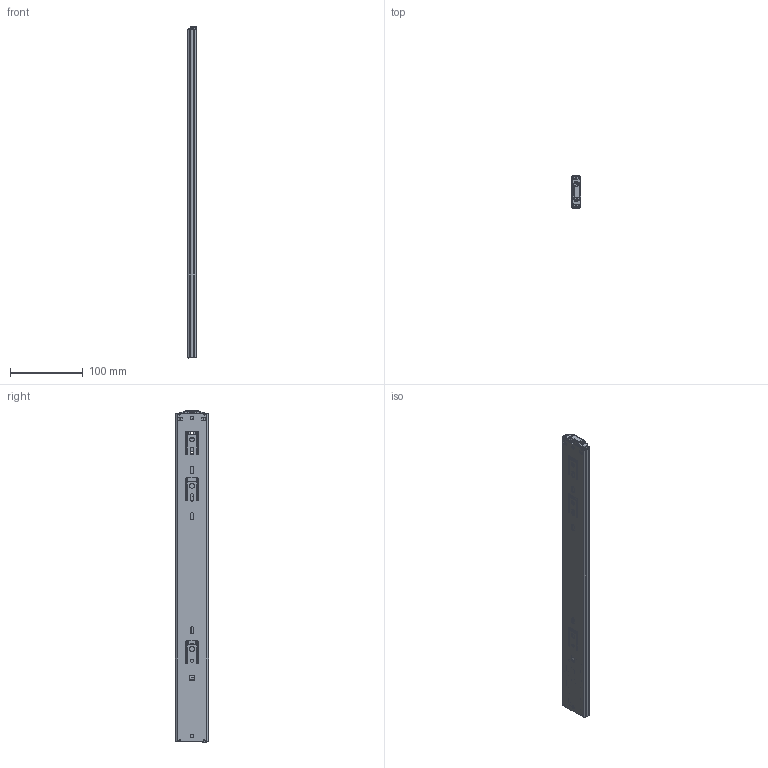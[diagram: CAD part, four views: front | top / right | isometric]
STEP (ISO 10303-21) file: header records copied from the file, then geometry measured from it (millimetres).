
FILE_DESCRIPTION (( 'STEP AP214' ), '1' );
FILE_NAME ('45#毀粟18渡close.STEP', '2024-10-10T06:53:08', ( '' ), ( '' ), 'SwSTEP 2.0', 'SolidWorks 2016', '' );
FILE_SCHEMA (( 'AUTOMOTIVE_DESIGN' ));
Length unit declared in the file: millimetre
Products named in the file (13): 囀寢蝶諶; 45紩殤18渡; 45中轨胶塞; 紩沭163; 45#毀粟18渡close; 45癹弇坶; 毀粟1; 毀粟; 毀粟2; 45#等遣喳笢寢18渡; 45#等遣喳囀寢18渡; 45#等遣喳俋寢18渡; 詩紩4.72
Assembly tree (58 placements, depth 3):
  45#毀粟18渡close
    45#等遣喳俋寢18渡
    45#等遣喳笢寢18渡
    45#等遣喳囀寢18渡
    45紩殤18渡
    詩紩4.72  x46
    紩沭163  x2
    毀粟
      毀粟1
      毀粟2
    45中轨胶塞
    45癹弇坶
    囀寢蝶諶
Bounding box: 13.28 x 45.47 x 456.21 mm (x, y, z)
Volume: 103574.1 mm3; surface area: 178213.5 mm2
Topology: 62 solids, 62 shells, 3976 faces, 11014 edges, 6841 vertices
Faces by surface type: plane 1450, cylinder 1050, bspline 851, sphere 302, torus 256, cone 67
Entity records: 125105 total; most frequent: CARTESIAN_POINT 40567, ORIENTED_EDGE 19252, DIRECTION 15007, EDGE_CURVE 9626, VERTEX_POINT 6103, AXIS2_PLACEMENT_3D 5065, VECTOR 4877, LINE 4877
